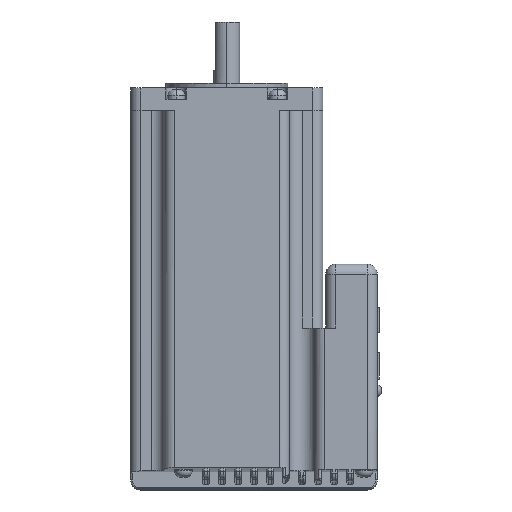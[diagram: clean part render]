
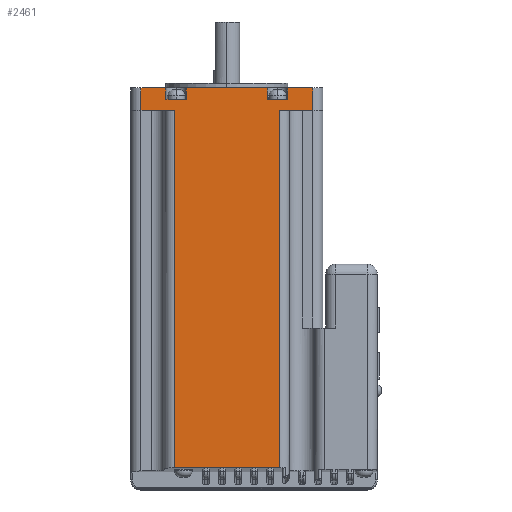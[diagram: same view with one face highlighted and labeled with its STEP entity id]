
A CAD part, left-side view. The second image highlights one B-rep face of the part: STEP entity #2461.
In plain terms, the highlighted planar face has unit normal (-1, 0, 0).
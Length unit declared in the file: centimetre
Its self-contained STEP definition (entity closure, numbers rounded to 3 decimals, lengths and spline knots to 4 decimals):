
#223 = LINE ( 'NONE', #22664, #5835 ) ;
#595 = ORIENTED_EDGE ( 'NONE', *, *, #17362, .T. ) ;
#765 = CARTESIAN_POINT ( 'NONE',  ( -3., -1.26, 7.5 ) ) ;
#1001 = VECTOR ( 'NONE', #1915, 100. ) ;
#1280 = DIRECTION ( 'NONE',  ( 1., 0., 0. ) ) ;
#1399 = VERTEX_POINT ( 'NONE', #31054 ) ;
#1515 = ORIENTED_EDGE ( 'NONE', *, *, #30910, .F. ) ;
#1563 = DIRECTION ( 'NONE',  ( 0., 0., 1. ) ) ;
#1628 = CARTESIAN_POINT ( 'NONE',  ( -3., 1.26, 7.15 ) ) ;
#1915 = DIRECTION ( 'NONE',  ( 0., 0., -1. ) ) ;
#2191 = VECTOR ( 'NONE', #14421, 100. ) ;
#2461 = ADVANCED_FACE ( 'NONE', ( #3120 ), #20564, .F. ) ;
#2610 = LINE ( 'NONE', #30301, #3375 ) ;
#3120 = FACE_OUTER_BOUND ( 'NONE', #15564, .T. ) ;
#3208 = CARTESIAN_POINT ( 'NONE',  ( -3., -1.26, 7.15 ) ) ;
#3375 = VECTOR ( 'NONE', #1563, 100. ) ;
#3455 = LINE ( 'NONE', #11707, #7564 ) ;
#3534 = LINE ( 'NONE', #22728, #24938 ) ;
#3577 = DIRECTION ( 'NONE',  ( 0., 0., -1. ) ) ;
#3745 = EDGE_CURVE ( 'NONE', #6817, #7978, #4767, .T. ) ;
#4119 = LINE ( 'NONE', #27892, #17978 ) ;
#4409 = CARTESIAN_POINT ( 'NONE',  ( -3., -2.68, 7.5 ) ) ;
#4592 = VECTOR ( 'NONE', #20421, 100. ) ;
#4653 = CARTESIAN_POINT ( 'NONE',  ( -3., 1.637, 6.8 ) ) ;
#4767 = LINE ( 'NONE', #5735, #29202 ) ;
#4806 = DIRECTION ( 'NONE',  ( 0., -1., 0. ) ) ;
#5401 = VECTOR ( 'NONE', #4806, 100. ) ;
#5539 = VECTOR ( 'NONE', #28600, 100. ) ;
#5735 = CARTESIAN_POINT ( 'NONE',  ( -3., 0., 7.15 ) ) ;
#5835 = VECTOR ( 'NONE', #3577, 100. ) ;
#5841 = EDGE_CURVE ( 'NONE', #20329, #14992, #23471, .T. ) ;
#6817 = VERTEX_POINT ( 'NONE', #30491 ) ;
#7056 = VERTEX_POINT ( 'NONE', #765 ) ;
#7363 = EDGE_CURVE ( 'NONE', #12963, #19155, #20980, .T. ) ;
#7564 = VECTOR ( 'NONE', #14219, 100. ) ;
#7978 = VERTEX_POINT ( 'NONE', #25426 ) ;
#8214 = VECTOR ( 'NONE', #9531, 100. ) ;
#8286 = EDGE_CURVE ( 'NONE', #28052, #1399, #18695, .T. ) ;
#8431 = VECTOR ( 'NONE', #9725, 100. ) ;
#8588 = LINE ( 'NONE', #24202, #2191 ) ;
#8739 = DIRECTION ( 'NONE',  ( 0., -1., 0. ) ) ;
#8915 = LINE ( 'NONE', #11795, #5539 ) ;
#9335 = CARTESIAN_POINT ( 'NONE',  ( -3., 2.68, 6.8 ) ) ;
#9531 = DIRECTION ( 'NONE',  ( 0., -1., 0. ) ) ;
#9725 = DIRECTION ( 'NONE',  ( 0., 0., 1. ) ) ;
#9733 = EDGE_CURVE ( 'NONE', #6817, #7056, #17342, .T. ) ;
#9929 = VERTEX_POINT ( 'NONE', #4653 ) ;
#10088 = ORIENTED_EDGE ( 'NONE', *, *, #19442, .F. ) ;
#11014 = CARTESIAN_POINT ( 'NONE',  ( -3., -1.957, 6.8 ) ) ;
#11164 = VECTOR ( 'NONE', #8739, 100. ) ;
#11707 = CARTESIAN_POINT ( 'NONE',  ( -3., 1.9, 7.15 ) ) ;
#11795 = CARTESIAN_POINT ( 'NONE',  ( -3., -1.9, 7.15 ) ) ;
#12163 = CARTESIAN_POINT ( 'NONE',  ( -3., -3., 6.8 ) ) ;
#12349 = ORIENTED_EDGE ( 'NONE', *, *, #5841, .T. ) ;
#12594 = ORIENTED_EDGE ( 'NONE', *, *, #15485, .T. ) ;
#12680 = VERTEX_POINT ( 'NONE', #16497 ) ;
#12963 = VERTEX_POINT ( 'NONE', #25634 ) ;
#13435 = LINE ( 'NONE', #20704, #11164 ) ;
#13517 = ORIENTED_EDGE ( 'NONE', *, *, #30557, .T. ) ;
#13630 = CARTESIAN_POINT ( 'NONE',  ( -3., 1.637, -4.3648 ) ) ;
#13652 = DIRECTION ( 'NONE',  ( 0., 0., -1. ) ) ;
#14056 = CARTESIAN_POINT ( 'NONE',  ( -3., -1.637, 6.8 ) ) ;
#14219 = DIRECTION ( 'NONE',  ( 0., 0., 1. ) ) ;
#14226 = LINE ( 'NONE', #28973, #8214 ) ;
#14421 = DIRECTION ( 'NONE',  ( 0., -1., 0. ) ) ;
#14992 = VERTEX_POINT ( 'NONE', #4409 ) ;
#15393 = CARTESIAN_POINT ( 'NONE',  ( -3., -3., 7.5 ) ) ;
#15485 = EDGE_CURVE ( 'NONE', #17505, #1399, #3455, .T. ) ;
#15564 = EDGE_LOOP ( 'NONE', ( #24607, #1515, #26499, #16707, #29756, #10088, #30202, #12594, #22515, #29854, #13517, #595, #21052, #16595, #20549, #12349 ) ) ;
#15927 = DIRECTION ( 'NONE',  ( 0., -1., 0. ) ) ;
#16136 = EDGE_CURVE ( 'NONE', #17505, #26609, #14226, .T. ) ;
#16415 = VECTOR ( 'NONE', #29476, 100. ) ;
#16497 = CARTESIAN_POINT ( 'NONE',  ( -3., 1.26, 7.5 ) ) ;
#16595 = ORIENTED_EDGE ( 'NONE', *, *, #7363, .T. ) ;
#16707 = ORIENTED_EDGE ( 'NONE', *, *, #9733, .T. ) ;
#16757 = LINE ( 'NONE', #9335, #1001 ) ;
#16872 = EDGE_CURVE ( 'NONE', #23224, #14992, #13435, .T. ) ;
#16974 = EDGE_CURVE ( 'NONE', #28052, #29693, #16757, .T. ) ;
#17342 = LINE ( 'NONE', #3208, #4592 ) ;
#17362 = EDGE_CURVE ( 'NONE', #9929, #26163, #223, .T. ) ;
#17505 = VERTEX_POINT ( 'NONE', #21363 ) ;
#17978 = VECTOR ( 'NONE', #15927, 100. ) ;
#18695 = LINE ( 'NONE', #15393, #16415 ) ;
#19155 = VERTEX_POINT ( 'NONE', #19294 ) ;
#19294 = CARTESIAN_POINT ( 'NONE',  ( -3., -1.637, 6.8 ) ) ;
#19442 = EDGE_CURVE ( 'NONE', #26609, #12680, #2610, .T. ) ;
#20329 = VERTEX_POINT ( 'NONE', #26862 ) ;
#20421 = DIRECTION ( 'NONE',  ( 0., 0., 1. ) ) ;
#20549 = ORIENTED_EDGE ( 'NONE', *, *, #24790, .T. ) ;
#20564 = PLANE ( 'NONE',  #21002 ) ;
#20704 = CARTESIAN_POINT ( 'NONE',  ( -3., -3., 7.5 ) ) ;
#20980 = LINE ( 'NONE', #14056, #26264 ) ;
#21002 = AXIS2_PLACEMENT_3D ( 'NONE', #11014, #1280, #13652 ) ;
#21052 = ORIENTED_EDGE ( 'NONE', *, *, #28886, .F. ) ;
#21363 = CARTESIAN_POINT ( 'NONE',  ( -3., 1.9, 7.15 ) ) ;
#22515 = ORIENTED_EDGE ( 'NONE', *, *, #8286, .F. ) ;
#22664 = CARTESIAN_POINT ( 'NONE',  ( -3., 1.637, -4.74 ) ) ;
#22728 = CARTESIAN_POINT ( 'NONE',  ( -3., -4.825, -4.3648 ) ) ;
#22836 = DIRECTION ( 'NONE',  ( 0., 1., 0. ) ) ;
#22958 = EDGE_CURVE ( 'NONE', #12680, #7056, #8588, .T. ) ;
#23224 = VERTEX_POINT ( 'NONE', #29105 ) ;
#23471 = LINE ( 'NONE', #24147, #8431 ) ;
#24147 = CARTESIAN_POINT ( 'NONE',  ( -3., -2.68, 6.8 ) ) ;
#24177 = LINE ( 'NONE', #12163, #5401 ) ;
#24202 = CARTESIAN_POINT ( 'NONE',  ( -3., -3., 7.5 ) ) ;
#24263 = CARTESIAN_POINT ( 'NONE',  ( -3., 2.68, 6.8 ) ) ;
#24351 = CARTESIAN_POINT ( 'NONE',  ( -3., 2.68, 7.5 ) ) ;
#24607 = ORIENTED_EDGE ( 'NONE', *, *, #16872, .F. ) ;
#24790 = EDGE_CURVE ( 'NONE', #19155, #20329, #24177, .T. ) ;
#24938 = VECTOR ( 'NONE', #22836, 100. ) ;
#25426 = CARTESIAN_POINT ( 'NONE',  ( -3., -1.9, 7.15 ) ) ;
#25634 = CARTESIAN_POINT ( 'NONE',  ( -3., -1.637, -4.3648 ) ) ;
#26163 = VERTEX_POINT ( 'NONE', #13630 ) ;
#26264 = VECTOR ( 'NONE', #30754, 100. ) ;
#26499 = ORIENTED_EDGE ( 'NONE', *, *, #3745, .F. ) ;
#26609 = VERTEX_POINT ( 'NONE', #1628 ) ;
#26862 = CARTESIAN_POINT ( 'NONE',  ( -3., -2.68, 6.8 ) ) ;
#27132 = DIRECTION ( 'NONE',  ( 0., -1., 0. ) ) ;
#27892 = CARTESIAN_POINT ( 'NONE',  ( -3., -3., 6.8 ) ) ;
#28052 = VERTEX_POINT ( 'NONE', #24351 ) ;
#28600 = DIRECTION ( 'NONE',  ( 0., 0., 1. ) ) ;
#28886 = EDGE_CURVE ( 'NONE', #12963, #26163, #3534, .T. ) ;
#28973 = CARTESIAN_POINT ( 'NONE',  ( -3., 0., 7.15 ) ) ;
#29105 = CARTESIAN_POINT ( 'NONE',  ( -3., -1.9, 7.5 ) ) ;
#29202 = VECTOR ( 'NONE', #27132, 100. ) ;
#29476 = DIRECTION ( 'NONE',  ( 0., -1., 0. ) ) ;
#29693 = VERTEX_POINT ( 'NONE', #24263 ) ;
#29756 = ORIENTED_EDGE ( 'NONE', *, *, #22958, .F. ) ;
#29854 = ORIENTED_EDGE ( 'NONE', *, *, #16974, .T. ) ;
#30202 = ORIENTED_EDGE ( 'NONE', *, *, #16136, .F. ) ;
#30301 = CARTESIAN_POINT ( 'NONE',  ( -3., 1.26, 7.15 ) ) ;
#30491 = CARTESIAN_POINT ( 'NONE',  ( -3., -1.26, 7.15 ) ) ;
#30557 = EDGE_CURVE ( 'NONE', #29693, #9929, #4119, .T. ) ;
#30754 = DIRECTION ( 'NONE',  ( 0., 0., 1. ) ) ;
#30910 = EDGE_CURVE ( 'NONE', #7978, #23224, #8915, .T. ) ;
#31054 = CARTESIAN_POINT ( 'NONE',  ( -3., 1.9, 7.5 ) ) ;
